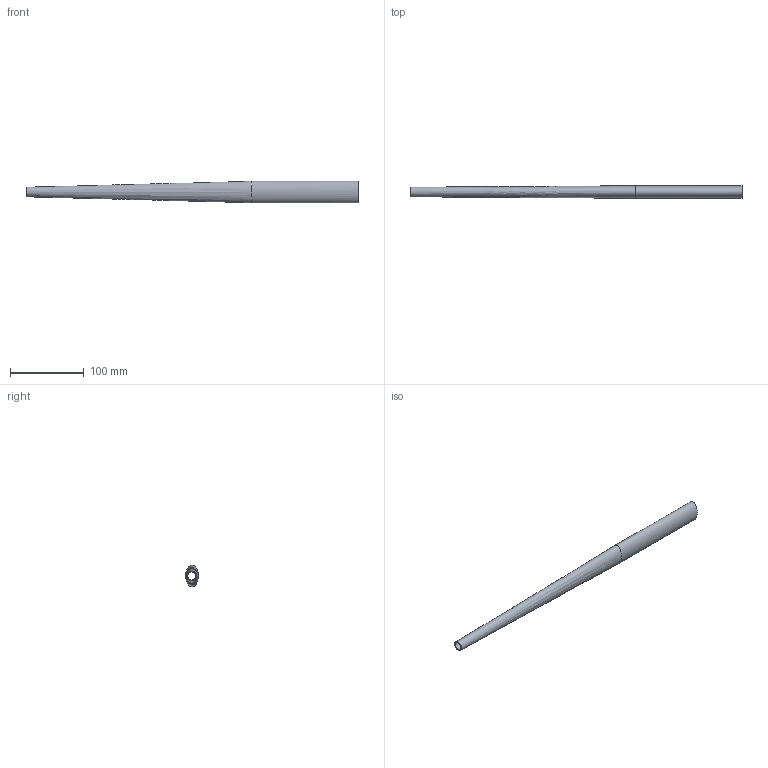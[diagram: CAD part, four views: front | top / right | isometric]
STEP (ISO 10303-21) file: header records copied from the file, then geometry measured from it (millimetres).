
FILE_DESCRIPTION(/* description */ (''),/* implementation_level */ '2;1');
FILE_NAME(/* name */ 'FX5515.step',/* time_stamp */ '2024-01-15T10:47:24Z',/* author */ (''),/* organization */ (''),/* preprocessor_version */ 'ST-DEVELOPER v20',/* originating_system */ 'Autodesk Translation Framework v12.14.0.127',/* authorisation */ '');
FILE_SCHEMA (('AUTOMOTIVE_DESIGN { 1 0 10303 214 3 1 1 }'));
Length unit declared in the file: millimetre
Products named in the file (1): FX5515
Bounding box: 450 x 17 x 29 mm (x, y, z)
Volume: 26298 mm3; surface area: 53542.8 mm2
Topology: 2 solids, 2 shells, 8 faces, 12 edges, 8 vertices
Faces by surface type: bspline 4, plane 4
Entity records: 408 total; most frequent: CARTESIAN_POINT 233, DIRECTION 26, ORIENTED_EDGE 24, EDGE_LOOP 12, EDGE_CURVE 12, AXIS2_PLACEMENT_3D 11, FACE_OUTER_BOUND 8, VERTEX_POINT 8
